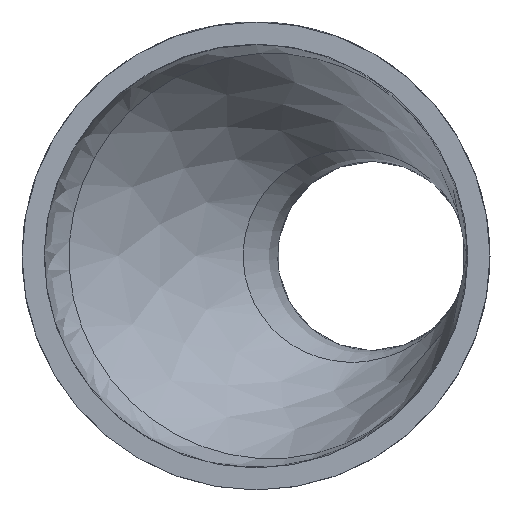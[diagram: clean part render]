
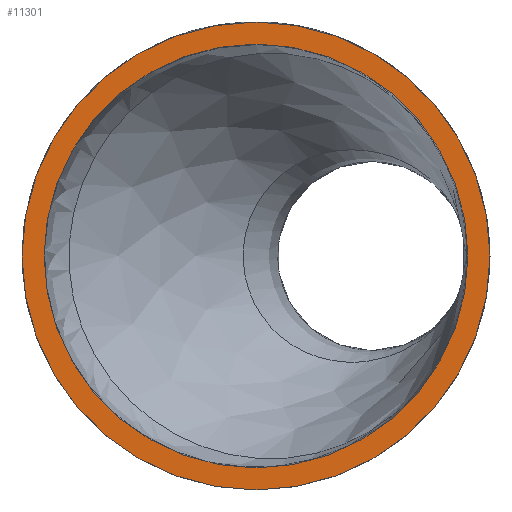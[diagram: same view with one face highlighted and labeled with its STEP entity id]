
A CAD part, left-side view. The second image highlights one B-rep face of the part: STEP entity #11301.
In plain terms, the highlighted planar face has unit normal (-1, 0, 0).
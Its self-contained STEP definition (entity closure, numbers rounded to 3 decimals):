
#1791 = CIRCLE ( 'NONE', #4249, 21.2 ) ;
#2073 = FACE_BOUND ( 'NONE', #9898, .T. ) ;
#2159 = CARTESIAN_POINT ( 'NONE',  ( 0., 0., 0. ) ) ;
#2256 = DIRECTION ( 'NONE',  ( 0., 0., 1. ) ) ;
#2296 = PLANE ( 'NONE',  #12631 ) ;
#2716 = EDGE_LOOP ( 'NONE', ( #7823 ) ) ;
#2913 = CIRCLE ( 'NONE', #13383, 19.2 ) ;
#4249 = AXIS2_PLACEMENT_3D ( 'NONE', #13324, #6772, #9957 ) ;
#6220 = EDGE_CURVE ( 'NONE', #9523, #9523, #2913, .T. ) ;
#6772 = DIRECTION ( 'NONE',  ( -1., 0., 0. ) ) ;
#7823 = ORIENTED_EDGE ( 'NONE', *, *, #8740, .T. ) ;
#8253 = CARTESIAN_POINT ( 'NONE',  ( 0., 0., 19.2 ) ) ;
#8740 = EDGE_CURVE ( 'NONE', #10380, #10380, #1791, .T. ) ;
#9523 = VERTEX_POINT ( 'NONE', #8253 ) ;
#9898 = EDGE_LOOP ( 'NONE', ( #11445 ) ) ;
#9957 = DIRECTION ( 'NONE',  ( 0., 0., 1. ) ) ;
#10350 = CARTESIAN_POINT ( 'NONE',  ( 0., 0., 21.2 ) ) ;
#10380 = VERTEX_POINT ( 'NONE', #10350 ) ;
#10818 = DIRECTION ( 'NONE',  ( 0., 0., 1. ) ) ;
#11301 = ADVANCED_FACE ( 'NONE', ( #2073, #13089 ), #2296, .T. ) ;
#11445 = ORIENTED_EDGE ( 'NONE', *, *, #6220, .F. ) ;
#11741 = DIRECTION ( 'NONE',  ( -1., 0., 0. ) ) ;
#11926 = CARTESIAN_POINT ( 'NONE',  ( 0., 0., 0. ) ) ;
#12631 = AXIS2_PLACEMENT_3D ( 'NONE', #2159, #11741, #10818 ) ;
#12868 = DIRECTION ( 'NONE',  ( -1., 0., 0. ) ) ;
#13089 = FACE_OUTER_BOUND ( 'NONE', #2716, .T. ) ;
#13324 = CARTESIAN_POINT ( 'NONE',  ( 0., 0., 0. ) ) ;
#13383 = AXIS2_PLACEMENT_3D ( 'NONE', #11926, #12868, #2256 ) ;
